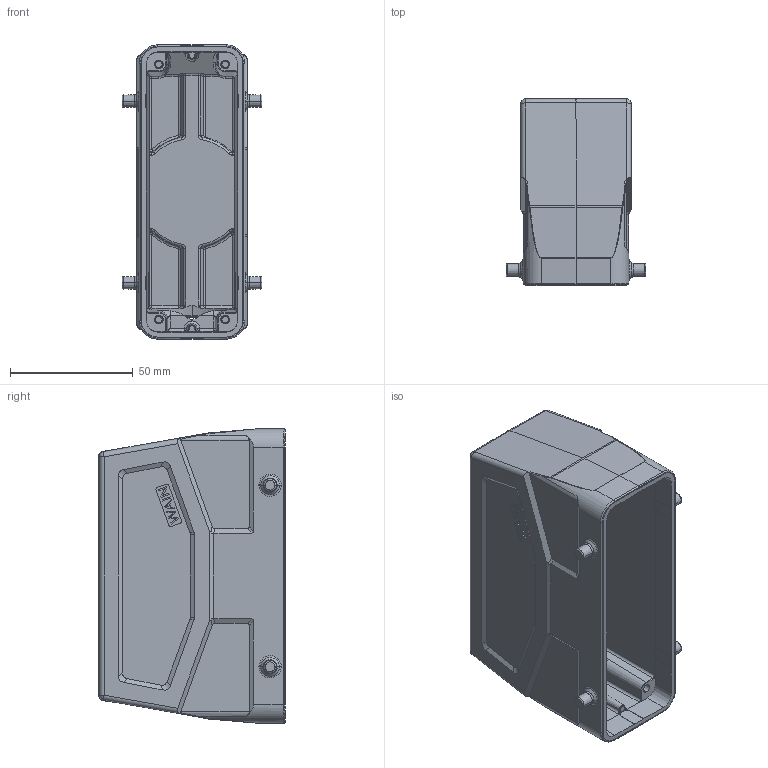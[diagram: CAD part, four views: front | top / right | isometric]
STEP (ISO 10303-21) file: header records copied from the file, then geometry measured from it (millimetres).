
FILE_DESCRIPTION((''),'2;1');
FILE_NAME('3D_1111245305002_W24B-SEH-4B-M4','2023-12-08T',('p.yu'),(''),'PRO/ENGINEER BY PARAMETRIC TECHNOLOGY CORPORATION, 2012480','PRO/ENGINEER BY PARAMETRIC TECHNOLOGY CORPORATION, 2012480','');
FILE_SCHEMA(('CONFIG_CONTROL_DESIGN'));
Length unit declared in the file: millimetre
Products named in the file (1): 3D_1111245305002_W24B-SEH-4B-M4
Bounding box: 57 x 76 x 120 mm (x, y, z)
Volume: 94942.8 mm3; surface area: 52131.7 mm2
Topology: 1 solids, 1 shells, 569 faces, 1514 edges, 951 vertices
Faces by surface type: plane 229, cylinder 157, bspline 60, torus 48, cone 32, sphere 23, extrusion 20
Entity records: 21334 total; most frequent: CARTESIAN_POINT 7867, ORIENTED_EDGE 2982, DIRECTION 2552, EDGE_CURVE 1491, VERTEX_POINT 951, AXIS2_PLACEMENT_3D 898, VECTOR 756, LINE 736
